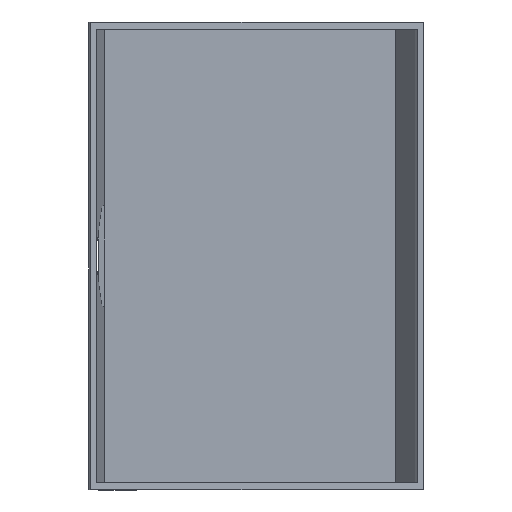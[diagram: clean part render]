
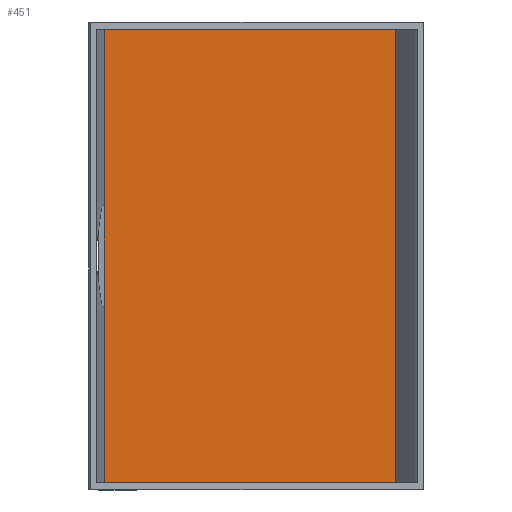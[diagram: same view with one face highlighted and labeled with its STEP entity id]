
A CAD part, top view. The second image highlights one B-rep face of the part: STEP entity #451.
In plain terms, the highlighted planar face has unit normal (0, 0, 1).
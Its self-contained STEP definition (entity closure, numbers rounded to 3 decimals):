
#31=FACE_OUTER_BOUND('',#54,.T.);
#54=EDGE_LOOP('',(#369,#370,#371,#372,#373,#374));
#75=LINE('',#622,#137);
#87=LINE('',#644,#149);
#96=LINE('',#664,#158);
#108=LINE('',#688,#170);
#112=LINE('',#694,#174);
#115=LINE('',#699,#177);
#137=VECTOR('',#506,10.);
#149=VECTOR('',#524,10.);
#158=VECTOR('',#537,10.);
#170=VECTOR('',#557,10.);
#174=VECTOR('',#563,10.);
#177=VECTOR('',#570,10.);
#196=VERTEX_POINT('',#617);
#197=VERTEX_POINT('',#621);
#204=VERTEX_POINT('',#642);
#211=VERTEX_POINT('',#660);
#213=VERTEX_POINT('',#663);
#221=VERTEX_POINT('',#687);
#239=EDGE_CURVE('',#196,#197,#75,.T.);
#251=EDGE_CURVE('',#197,#204,#87,.T.);
#260=EDGE_CURVE('',#213,#211,#96,.T.);
#272=EDGE_CURVE('',#213,#221,#108,.T.);
#276=EDGE_CURVE('',#204,#221,#112,.T.);
#279=EDGE_CURVE('',#211,#196,#115,.T.);
#369=ORIENTED_EDGE('',*,*,#260,.T.);
#370=ORIENTED_EDGE('',*,*,#279,.T.);
#371=ORIENTED_EDGE('',*,*,#239,.T.);
#372=ORIENTED_EDGE('',*,*,#251,.T.);
#373=ORIENTED_EDGE('',*,*,#276,.T.);
#374=ORIENTED_EDGE('',*,*,#272,.F.);
#428=PLANE('',#476);
#451=ADVANCED_FACE('',(#31),#428,.T.);
#476=AXIS2_PLACEMENT_3D('',#698,#568,#569);
#506=DIRECTION('',(0.,-1.,0.));
#524=DIRECTION('',(0.,-1.,0.));
#537=DIRECTION('',(-1.,0.,0.));
#557=DIRECTION('',(0.,-1.,0.));
#563=DIRECTION('',(1.,0.,0.));
#568=DIRECTION('center_axis',(0.,0.,
1.));
#569=DIRECTION('ref_axis',(-1.,0.,0.));
#570=DIRECTION('',(0.,-1.,0.));
#617=CARTESIAN_POINT('',(-56.589,12.5,27.656));
#621=CARTESIAN_POINT('',(-56.589,-12.5,27.656));
#622=CARTESIAN_POINT('',(-56.589,0.,27.656));
#642=CARTESIAN_POINT('',(-56.589,-56.5,27.656));
#644=CARTESIAN_POINT('',(-56.589,0.,27.656));
#660=CARTESIAN_POINT('',(-56.589,56.5,27.656));
#663=CARTESIAN_POINT('',(15.989,56.5,27.656));
#664=CARTESIAN_POINT('',(18.655,56.5,27.656));
#687=CARTESIAN_POINT('',(15.989,-56.5,27.656));
#688=CARTESIAN_POINT('',(15.989,0.,27.656));
#694=CARTESIAN_POINT('',(-21.203,-56.5,27.656));
#698=CARTESIAN_POINT('Origin',(15.989,0.,27.656));
#699=CARTESIAN_POINT('',(-56.589,0.,27.656));
